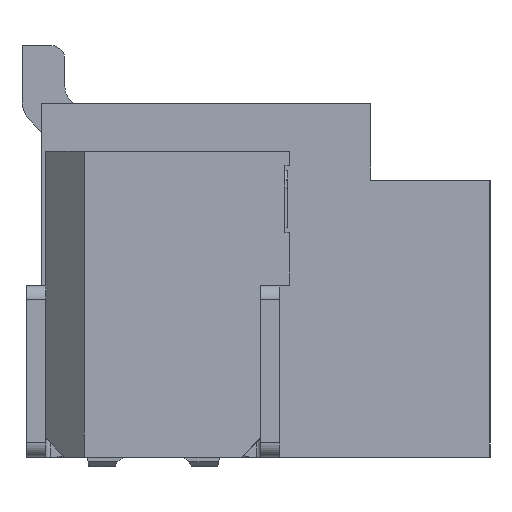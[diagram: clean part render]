
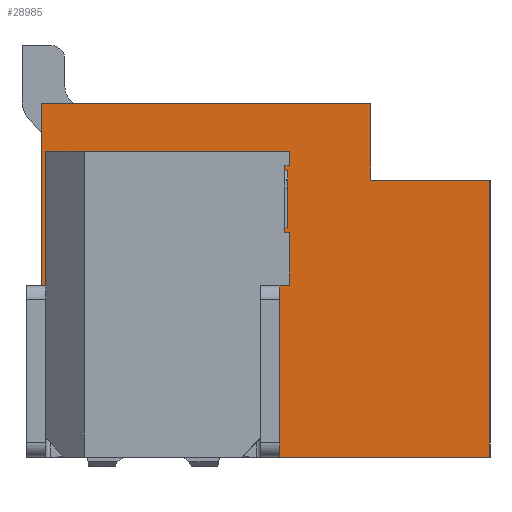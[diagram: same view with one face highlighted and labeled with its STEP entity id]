
A CAD part, left-side view. The second image highlights one B-rep face of the part: STEP entity #28985.
In plain terms, the highlighted planar face has unit normal (-1, 0, 0).
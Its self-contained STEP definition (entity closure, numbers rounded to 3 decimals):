
#5=DIRECTION('',(0.,1.,0.));
#6=VECTOR('',#5,3.45);
#7=CARTESIAN_POINT('',(-8.475,-1.45,3.7));
#8=LINE('',#7,#6);
#250=DIRECTION('',(0.,0.,1.));
#251=VECTOR('',#250,0.8);
#252=CARTESIAN_POINT('',(-8.475,-1.45,2.9));
#253=LINE('',#252,#251);
#286=DIRECTION('',(0.,0.,1.));
#287=VECTOR('',#286,2.9);
#288=CARTESIAN_POINT('',(-8.475,-2.7,0.));
#289=LINE('',#288,#287);
#534=DIRECTION('',(0.,-1.,0.));
#535=VECTOR('',#534,0.05);
#536=CARTESIAN_POINT('',(-8.475,2.,0.));
#537=LINE('',#536,#535);
#538=DIRECTION('',(0.,-1.,0.));
#539=VECTOR('',#538,2.4);
#540=CARTESIAN_POINT('',(-8.475,-0.3,0.));
#541=LINE('',#540,#539);
#10580=DIRECTION('',(0.,0.,-1.));
#10581=VECTOR('',#10580,3.7);
#10582=CARTESIAN_POINT('',(-8.475,2.,3.7));
#10583=LINE('',#10582,#10581);
#10588=DIRECTION('',(0.,-1.,0.));
#10589=VECTOR('',#10588,1.25);
#10590=CARTESIAN_POINT('',(-8.475,-1.45,2.9));
#10591=LINE('',#10590,#10589);
#10592=DIRECTION('',(0.,1.,0.));
#10593=VECTOR('',#10592,0.05);
#10594=CARTESIAN_POINT('',(-8.475,-0.6,2.35));
#10595=LINE('',#10594,#10593);
#10608=DIRECTION('',(0.,0.,1.));
#10609=VECTOR('',#10608,3.2);
#10610=CARTESIAN_POINT('',(-8.475,1.95,0.));
#10611=LINE('',#10610,#10609);
#10962=DIRECTION('',(0.,-1.,0.));
#10963=VECTOR('',#10962,2.55);
#10964=CARTESIAN_POINT('',(-8.475,1.95,3.2));
#10965=LINE('',#10964,#10963);
#11018=DIRECTION('',(0.,0.,-1.));
#11019=VECTOR('',#11018,0.15);
#11020=CARTESIAN_POINT('',(-8.475,-0.6,3.2));
#11021=LINE('',#11020,#11019);
#11022=DIRECTION('',(0.,1.,0.));
#11023=VECTOR('',#11022,0.05);
#11024=CARTESIAN_POINT('',(-8.475,-0.6,3.05));
#11025=LINE('',#11024,#11023);
#11034=DIRECTION('',(0.,0.,-1.));
#11035=VECTOR('',#11034,0.7);
#11036=CARTESIAN_POINT('',(-8.475,-0.55,3.05));
#11037=LINE('',#11036,#11035);
#11146=DIRECTION('',(0.,0.,-1.));
#11147=VECTOR('',#11146,0.55);
#11148=CARTESIAN_POINT('',(-8.475,-0.6,2.35));
#11149=LINE('',#11148,#11147);
#11167=DIRECTION('',(0.,1.,0.));
#11168=VECTOR('',#11167,0.3);
#11169=CARTESIAN_POINT('',(-8.475,-0.6,1.8));
#11170=LINE('',#11169,#11168);
#11199=DIRECTION('',(0.,0.,-1.));
#11200=VECTOR('',#11199,1.8);
#11201=CARTESIAN_POINT('',(-8.475,-0.3,1.8));
#11202=LINE('',#11201,#11200);
#12263=CARTESIAN_POINT('',(-8.475,-1.45,3.7));
#12265=VERTEX_POINT('',#12263);
#12266=CARTESIAN_POINT('',(-8.475,2.,3.7));
#12267=VERTEX_POINT('',#12266);
#12388=CARTESIAN_POINT('',(-8.475,-1.45,2.9));
#12389=VERTEX_POINT('',#12388);
#12402=CARTESIAN_POINT('',(-8.475,-2.7,2.9));
#12404=VERTEX_POINT('',#12402);
#12418=CARTESIAN_POINT('',(-8.475,-2.7,0.));
#12419=VERTEX_POINT('',#12418);
#12864=CARTESIAN_POINT('',(-8.475,2.,0.));
#12865=VERTEX_POINT('',#12864);
#12866=CARTESIAN_POINT('',(-8.475,1.95,0.));
#12867=VERTEX_POINT('',#12866);
#12868=CARTESIAN_POINT('',(-8.475,-0.3,0.));
#12869=VERTEX_POINT('',#12868);
#15421=CARTESIAN_POINT('',(-8.475,1.95,3.2));
#15422=VERTEX_POINT('',#15421);
#15423=CARTESIAN_POINT('',(-8.475,-0.3,1.8));
#15424=VERTEX_POINT('',#15423);
#15425=CARTESIAN_POINT('',(-8.475,-0.6,1.8));
#15426=VERTEX_POINT('',#15425);
#15427=CARTESIAN_POINT('',(-8.475,-0.6,2.35));
#15428=VERTEX_POINT('',#15427);
#15429=CARTESIAN_POINT('',(-8.475,-0.55,2.35));
#15430=VERTEX_POINT('',#15429);
#15431=CARTESIAN_POINT('',(-8.475,-0.55,3.05));
#15432=VERTEX_POINT('',#15431);
#15433=CARTESIAN_POINT('',(-8.475,-0.6,3.05));
#15434=VERTEX_POINT('',#15433);
#15435=CARTESIAN_POINT('',(-8.475,-0.6,3.2));
#15436=VERTEX_POINT('',#15435);
#28953=CARTESIAN_POINT('',(-8.475,-0.35,1.85));
#28954=DIRECTION('',(1.,0.,0.));
#28955=DIRECTION('',(0.,1.,0.));
#28956=AXIS2_PLACEMENT_3D('',#28953,#28954,#28955);
#28957=PLANE('',#28956);
#28959=ORIENTED_EDGE('',*,*,#28958,.F.);
#28960=ORIENTED_EDGE('',*,*,#16272,.F.);
#28961=ORIENTED_EDGE('',*,*,#28947,.F.);
#28962=ORIENTED_EDGE('',*,*,#15904,.F.);
#28963=ORIENTED_EDGE('',*,*,#16039,.F.);
#28964=ORIENTED_EDGE('',*,*,#16110,.T.);
#28965=ORIENTED_EDGE('',*,*,#16126,.F.);
#28966=ORIENTED_EDGE('',*,*,#16276,.F.);
#28968=ORIENTED_EDGE('',*,*,#28967,.F.);
#28970=ORIENTED_EDGE('',*,*,#28969,.F.);
#28972=ORIENTED_EDGE('',*,*,#28971,.F.);
#28974=ORIENTED_EDGE('',*,*,#28973,.T.);
#28976=ORIENTED_EDGE('',*,*,#28975,.F.);
#28978=ORIENTED_EDGE('',*,*,#28977,.F.);
#28980=ORIENTED_EDGE('',*,*,#28979,.F.);
#28982=ORIENTED_EDGE('',*,*,#28981,.F.);
#28983=EDGE_LOOP('',(#28959,#28960,#28961,#28962,#28963,#28964,#28965,#28966,
#28968,#28970,#28972,#28974,#28976,#28978,#28980,#28982));
#28984=FACE_OUTER_BOUND('',#28983,.F.);
#15904=EDGE_CURVE('',#12265,#12267,#8,.T.);
#16039=EDGE_CURVE('',#12389,#12265,#253,.T.);
#16110=EDGE_CURVE('',#12389,#12404,#10591,.T.);
#16126=EDGE_CURVE('',#12419,#12404,#289,.T.);
#16272=EDGE_CURVE('',#12865,#12867,#537,.T.);
#16276=EDGE_CURVE('',#12869,#12419,#541,.T.);
#28947=EDGE_CURVE('',#12267,#12865,#10583,.T.);
#28958=EDGE_CURVE('',#12867,#15422,#10611,.T.);
#28967=EDGE_CURVE('',#15424,#12869,#11202,.T.);
#28969=EDGE_CURVE('',#15426,#15424,#11170,.T.);
#28971=EDGE_CURVE('',#15428,#15426,#11149,.T.);
#28973=EDGE_CURVE('',#15428,#15430,#10595,.T.);
#28975=EDGE_CURVE('',#15432,#15430,#11037,.T.);
#28977=EDGE_CURVE('',#15434,#15432,#11025,.T.);
#28979=EDGE_CURVE('',#15436,#15434,#11021,.T.);
#28981=EDGE_CURVE('',#15422,#15436,#10965,.T.);
#28985=ADVANCED_FACE('',(#28984),#28957,.F.);
